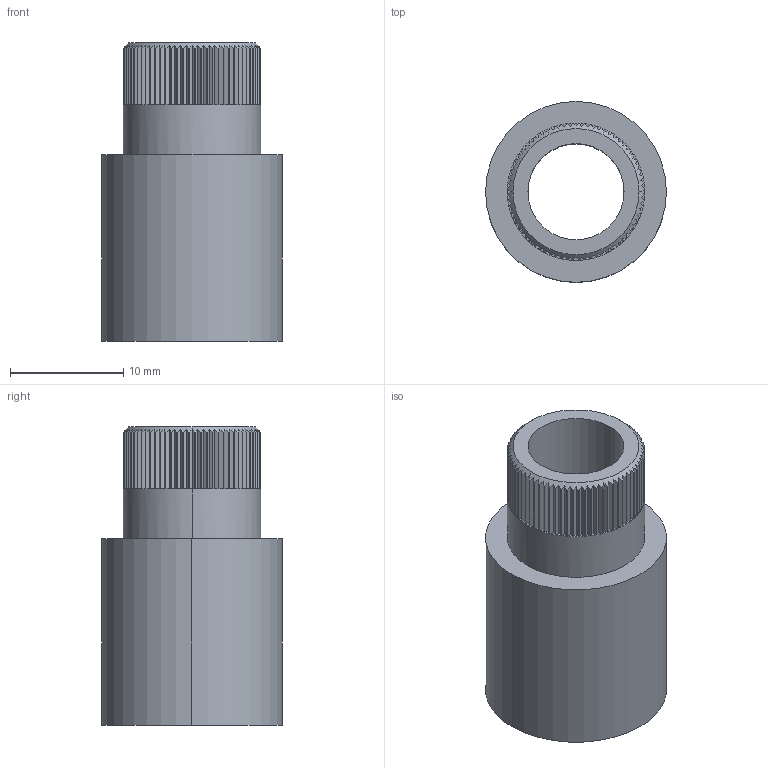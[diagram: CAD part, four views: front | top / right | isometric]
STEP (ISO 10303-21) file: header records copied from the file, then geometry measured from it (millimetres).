
FILE_DESCRIPTION (( 'STEP AP203' ), '1' );
FILE_NAME ('93010-B.STEP', '2013-12-17T17:49:33', ( 'Hajo' ), ( 'Microsoft' ), 'SwSTEP 2.0', 'SolidWorks 2011', '' );
FILE_SCHEMA (( 'CONFIG_CONTROL_DESIGN' ));
Length unit declared in the file: millimetre
Products named in the file (1): 93010-B
Bounding box: 16 x 16 x 26.4 mm (x, y, z)
Volume: 2935.7 mm3; surface area: 2261 mm2
Topology: 1 solids, 1 shells, 229 faces, 674 edges, 448 vertices
Faces by surface type: plane 219, cylinder 6, cone 4
Entity records: 7841 total; most frequent: CARTESIAN_POINT 1784, ORIENTED_EDGE 1348, DIRECTION 1150, EDGE_CURVE 674, VERTEX_POINT 448, AXIS2_PLACEMENT_3D 390, LINE 370, VECTOR 370
